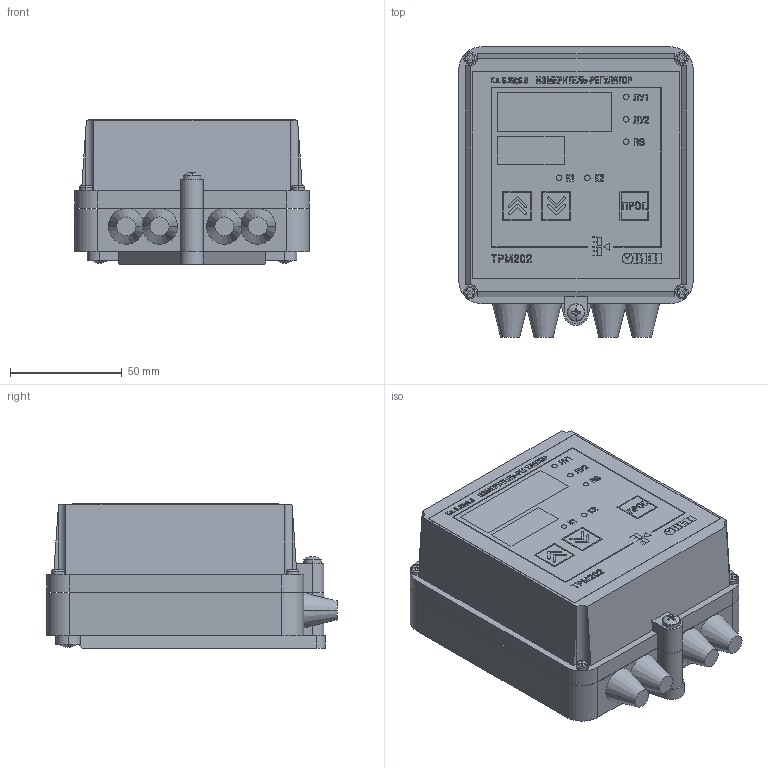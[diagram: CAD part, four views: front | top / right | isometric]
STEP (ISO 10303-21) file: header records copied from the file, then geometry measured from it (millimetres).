
FILE_DESCRIPTION (( 'STEP AP203' ), '1' );
FILE_NAME ('ﾒﾐﾌ202-ﾍ.STEP', '2015-05-19T10:39:01', ( 'admin' ), ( '' ), 'SwSTEP 2.0', 'SolidWorks 2010', '' );
FILE_SCHEMA (( 'CONFIG_CONTROL_DESIGN' ));
Length unit declared in the file: millimetre
Products named in the file (7): ﾒﾐﾌ202-ﾍ; Êîðïóñ Í; 椯鴀殣罻 H; 砑鳧罻; 妈眚 󊅙0_B18.6.7M - M4 x 0.7 x 40 Type I Cross Recessed PHMS --40N; 妈眚 󊅜0-2_B18.6.7M - M4 x 0.7 x 40 Type I Cross Recessed PHMS --40N; ﾊ煇鳫
Assembly tree (7 placements, depth 2):
  ﾒﾐﾌ202-ﾍ
    砑鳧罻
    椯鴀殣罻 H
    Êîðïóñ Í
    ﾊ煇鳫
    妈眚 󊅜0-2_B18.6.7M - M4 x 0.7 x 40 Type I Cross Recessed PHMS --40N
    妈眚 󊅙0_B18.6.7M - M4 x 0.7 x 40 Type I Cross Recessed PHMS --40N  x2
Bounding box: 105 x 130 x 64.6 mm (x, y, z)
Volume: 689191.3 mm3; surface area: 106945.7 mm2
Topology: 12 solids, 12 shells, 1217 faces, 3200 edges, 2118 vertices
Faces by surface type: plane 800, bspline 308, cylinder 81, torus 14, cone 8, sphere 6
Entity records: 39157 total; most frequent: CARTESIAN_POINT 10768, ORIENTED_EDGE 6300, DIRECTION 4520, EDGE_CURVE 3150, LINE 2268, VECTOR 2268, VERTEX_POINT 2088, EDGE_LOOP 1320
